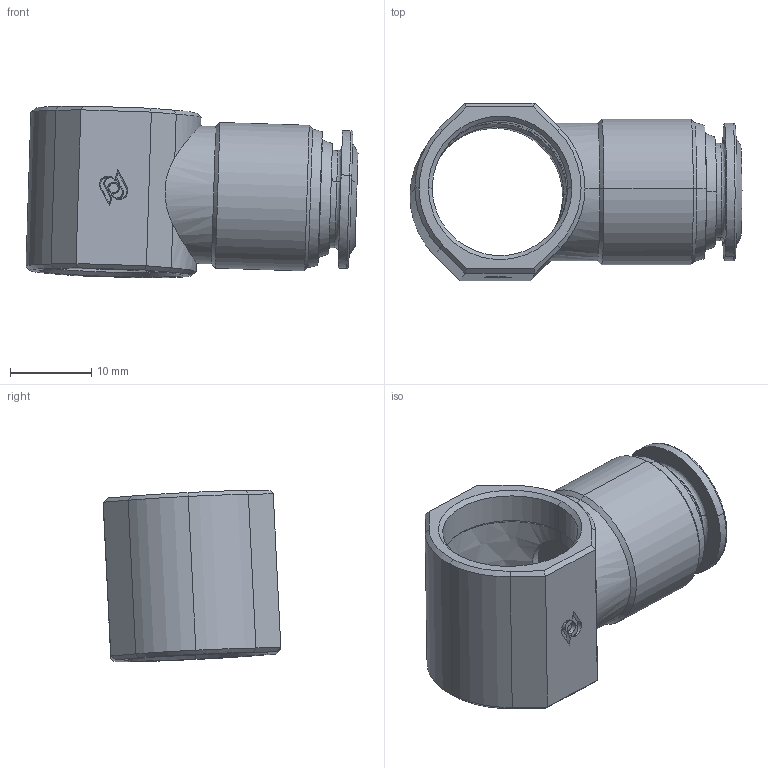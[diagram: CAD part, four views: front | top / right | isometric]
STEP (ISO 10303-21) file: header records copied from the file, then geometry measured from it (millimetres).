
FILE_DESCRIPTION (( 'STEP AP214' ), '1' );
FILE_NAME ('BBS-G03-10_ME.STEP', '2018-09-05T06:58:47', ( '' ), ( '' ), 'SwSTEP 2.0', 'SolidWorks 2018', '' );
FILE_SCHEMA (( 'AUTOMOTIVE_DESIGN' ));
Length unit declared in the file: millimetre
Products named in the file (1): BBS-G03-10_ME
Bounding box: 40.96 x 21.91 x 21.21 mm (x, y, z)
Volume: 6719.1 mm3; surface area: 4220.3 mm2
Topology: 1 solids, 1 shells, 127 faces, 295 edges, 179 vertices
Faces by surface type: bspline 127
Entity records: 5037 total; most frequent: CARTESIAN_POINT 3261, ORIENTED_EDGE 590, EDGE_CURVE 295, B_SPLINE_CURVE_WITH_KNOTS 209, VERTEX_POINT 179, EDGE_LOOP 142, FACE_OUTER_BOUND 127, ADVANCED_FACE 127
